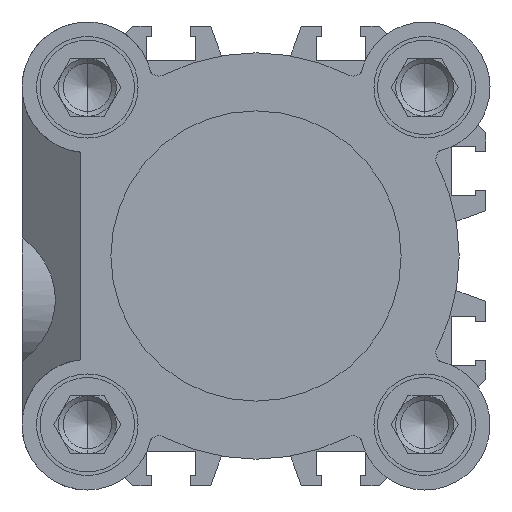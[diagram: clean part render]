
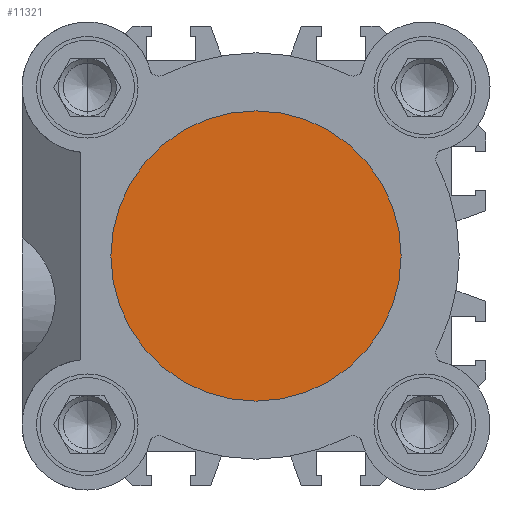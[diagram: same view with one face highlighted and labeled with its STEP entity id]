
A CAD part, left-side view. The second image highlights one B-rep face of the part: STEP entity #11321.
In plain terms, the highlighted face is planar.
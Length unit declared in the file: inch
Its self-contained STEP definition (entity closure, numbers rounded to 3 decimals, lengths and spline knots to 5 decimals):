
#1479 = VERTEX_POINT ( 'NONE', #7801 ) ;
#1687 = CARTESIAN_POINT ( 'NONE',  ( 0.15748, 0.7874, 0. ) ) ;
#2221 = ORIENTED_EDGE ( 'NONE', *, *, #11206, .F. ) ;
#2289 = AXIS2_PLACEMENT_3D ( 'NONE', #5557, #12445, #6586 ) ;
#2417 = CARTESIAN_POINT ( 'NONE',  ( 0.15748, 0., 0. ) ) ;
#2668 = DIRECTION ( 'NONE',  ( -1., 0., 0. ) ) ;
#3051 = AXIS2_PLACEMENT_3D ( 'NONE', #2417, #9391, #3439 ) ;
#3439 = DIRECTION ( 'NONE',  ( 0., 0., 1. ) ) ;
#3562 = VERTEX_POINT ( 'NONE', #6756 ) ;
#4890 = CIRCLE ( 'NONE', #3051, 0.7874 ) ;
#5557 = CARTESIAN_POINT ( 'NONE',  ( 0.15748, 0., 0. ) ) ;
#5640 = CIRCLE ( 'NONE', #2289, 0.7874 ) ;
#6586 = DIRECTION ( 'NONE',  ( 0., 0., 1. ) ) ;
#6756 = CARTESIAN_POINT ( 'NONE',  ( 0.15748, 0., -0.7874 ) ) ;
#7523 = EDGE_CURVE ( 'NONE', #1479, #3562, #4890, .T. ) ;
#7801 = CARTESIAN_POINT ( 'NONE',  ( 0.15748, 0., 0.7874 ) ) ;
#8058 = ORIENTED_EDGE ( 'NONE', *, *, #7523, .F. ) ;
#9391 = DIRECTION ( 'NONE',  ( -1., 0., 0. ) ) ;
#9654 = DIRECTION ( 'NONE',  ( 0., 0., 1. ) ) ;
#11206 = EDGE_CURVE ( 'NONE', #3562, #1479, #5640, .T. ) ;
#11321 = ADVANCED_FACE ( 'NONE', ( #12557 ), #11592, .F. ) ;
#11592 = PLANE ( 'NONE',  #12271 ) ;
#11651 = EDGE_LOOP ( 'NONE', ( #8058, #2221 ) ) ;
#12271 = AXIS2_PLACEMENT_3D ( 'NONE', #1687, #2668, #9654 ) ;
#12445 = DIRECTION ( 'NONE',  ( -1., 0., 0. ) ) ;
#12557 = FACE_OUTER_BOUND ( 'NONE', #11651, .T. ) ;
